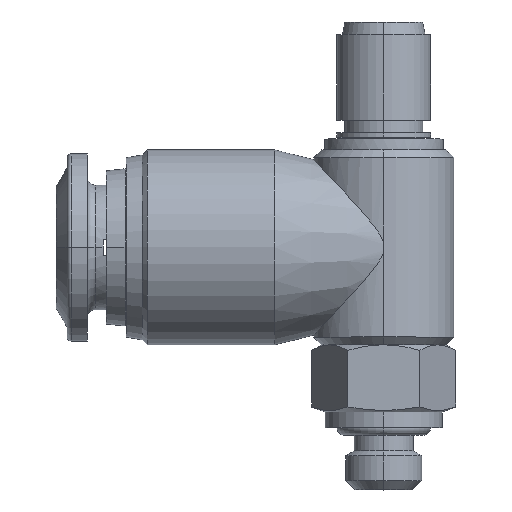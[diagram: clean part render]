
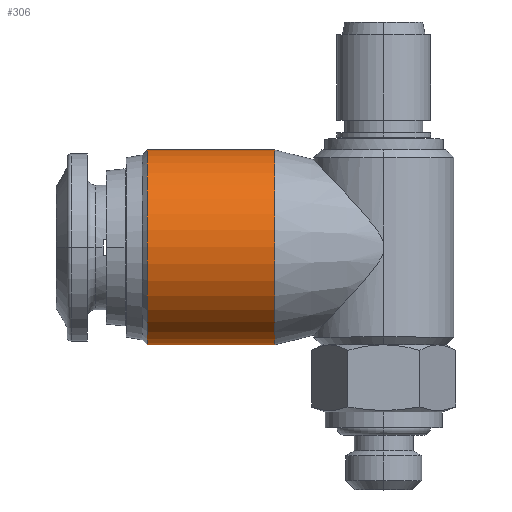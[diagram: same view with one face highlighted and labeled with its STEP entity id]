
A CAD part, top view. The second image highlights one B-rep face of the part: STEP entity #306.
In plain terms, the highlighted cylindrical face has radius 6.25 mm (diameter 12.5 mm), a partial arc.
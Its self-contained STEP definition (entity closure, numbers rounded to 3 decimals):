
#121 = CARTESIAN_POINT ( 'NONE',  ( -7., 15.55, 0. ) ) ;
#122 = DIRECTION ( 'NONE',  ( -1., 0., 0. ) ) ;
#123 = DIRECTION ( 'NONE',  ( 0., -1., 0. ) ) ;
#155 = CARTESIAN_POINT ( 'NONE',  ( -15.176, 15.55, 0. ) ) ;
#156 = DIRECTION ( 'NONE',  ( 1., 0., 0. ) ) ;
#157 = DIRECTION ( 'NONE',  ( 0., 1., 0. ) ) ;
#306 = ADVANCED_FACE ( 'NONE', ( #2427 ), #2430, .T. ) ;
#562 = CIRCLE ( 'NONE', #3212, 6.25 ) ;
#573 = CIRCLE ( 'NONE', #3214, 6.25 ) ;
#729 = DIRECTION ( 'NONE',  ( -1., 0., 0. ) ) ;
#735 = CARTESIAN_POINT ( 'NONE',  ( -18., 21.8, 0. ) ) ;
#736 = CARTESIAN_POINT ( 'NONE',  ( -18., 9.3, 0. ) ) ;
#746 = DIRECTION ( 'NONE',  ( -1., 0., 0. ) ) ;
#765 = DIRECTION ( 'NONE',  ( -1., 0., 0. ) ) ;
#766 = CARTESIAN_POINT ( 'NONE',  ( -18., 15.55, 0. ) ) ;
#767 = DIRECTION ( 'NONE',  ( 0., -1., 0. ) ) ;
#978 = EDGE_LOOP ( 'NONE', ( #1686, #1687, #1688, #1689 ) ) ;
#1598 = EDGE_CURVE ( 'NONE', #1951, #2267, #2448, .T. ) ;
#1599 = EDGE_CURVE ( 'NONE', #2316, #2323, #2449, .T. ) ;
#1686 = ORIENTED_EDGE ( 'NONE', *, *, #2962, .T. ) ;
#1687 = ORIENTED_EDGE ( 'NONE', *, *, #1598, .T. ) ;
#1688 = ORIENTED_EDGE ( 'NONE', *, *, #2969, .T. ) ;
#1689 = ORIENTED_EDGE ( 'NONE', *, *, #1599, .F. ) ;
#1951 = VERTEX_POINT ( 'NONE', #2129 ) ;
#2129 = CARTESIAN_POINT ( 'NONE',  ( -7., 21.8, 0. ) ) ;
#2167 = CARTESIAN_POINT ( 'NONE',  ( -15.176, 21.8, 0. ) ) ;
#2216 = CARTESIAN_POINT ( 'NONE',  ( -7., 9.3, 0. ) ) ;
#2223 = CARTESIAN_POINT ( 'NONE',  ( -15.176, 9.3, 0. ) ) ;
#2267 = VERTEX_POINT ( 'NONE', #2167 ) ;
#2316 = VERTEX_POINT ( 'NONE', #2216 ) ;
#2323 = VERTEX_POINT ( 'NONE', #2223 ) ;
#2427 = FACE_OUTER_BOUND ( 'NONE', #978, .T. ) ;
#2430 = CYLINDRICAL_SURFACE ( 'NONE', #3175, 6.25 ) ;
#2448 = LINE ( 'NONE', #735, #2451 ) ;
#2449 = LINE ( 'NONE', #736, #2453 ) ;
#2451 = VECTOR ( 'NONE', #746, 1000. ) ;
#2453 = VECTOR ( 'NONE', #729, 1000. ) ;
#2962 = EDGE_CURVE ( 'NONE', #2316, #1951, #562, .T. ) ;
#2969 = EDGE_CURVE ( 'NONE', #2267, #2323, #573, .T. ) ;
#3175 = AXIS2_PLACEMENT_3D ( 'NONE', #766, #765, #767 ) ;
#3212 = AXIS2_PLACEMENT_3D ( 'NONE', #121, #122, #123 ) ;
#3214 = AXIS2_PLACEMENT_3D ( 'NONE', #155, #156, #157 ) ;
